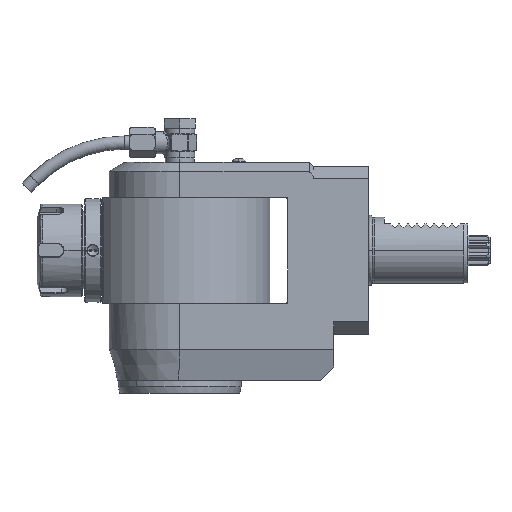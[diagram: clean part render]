
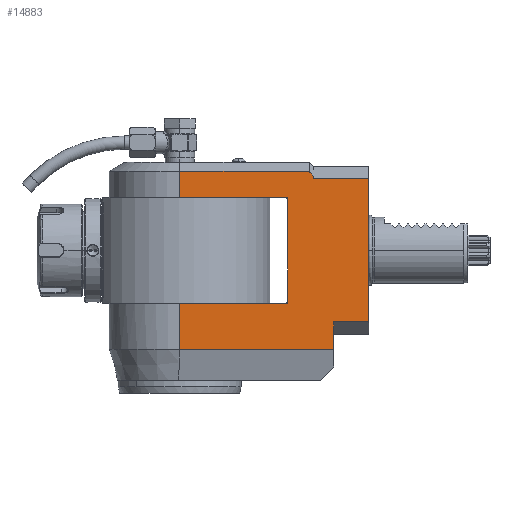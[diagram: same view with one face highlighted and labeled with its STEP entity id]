
A CAD part, left-side view. The second image highlights one B-rep face of the part: STEP entity #14883.
In plain terms, the highlighted planar face has unit normal (-1, 0, 0).
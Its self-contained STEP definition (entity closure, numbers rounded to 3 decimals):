
#196=DIRECTION('',(0.,1.,0.));
#197=VECTOR('',#196,59.);
#198=CARTESIAN_POINT('',(-32.,-59.,35.959));
#199=LINE('',#198,#197);
#220=DIRECTION('',(0.,0.,1.));
#221=VECTOR('',#220,0.5);
#222=CARTESIAN_POINT('',(-32.,-59.,35.459));
#223=LINE('',#222,#221);
#228=DIRECTION('',(0.,1.,0.));
#229=VECTOR('',#228,0.433);
#230=CARTESIAN_POINT('',(-32.,-59.433,35.459));
#231=LINE('',#230,#229);
#232=DIRECTION('',(0.,0.655,0.756));
#233=VECTOR('',#232,2.394);
#234=CARTESIAN_POINT('',(-32.,-61.,33.649));
#235=LINE('',#234,#233);
#236=DIRECTION('',(0.,-1.,0.));
#237=VECTOR('',#236,25.);
#238=CARTESIAN_POINT('',(-32.,-61.,32.515));
#239=LINE('',#238,#237);
#240=DIRECTION('',(0.,-1.,0.));
#241=VECTOR('',#240,16.);
#242=CARTESIAN_POINT('',(-32.,-70.,-32.515));
#243=LINE('',#242,#241);
#244=DIRECTION('',(0.,1.,0.));
#245=VECTOR('',#244,23.368);
#246=CARTESIAN_POINT('',(-32.,-49.,24.));
#247=LINE('',#246,#245);
#252=DIRECTION('',(0.,0.,-1.));
#253=VECTOR('',#252,11.959);
#254=CARTESIAN_POINT('',(-32.,0.,35.959));
#255=LINE('',#254,#253);
#261=DIRECTION('',(0.,-1.,0.));
#262=VECTOR('',#261,25.632);
#263=CARTESIAN_POINT('',(-32.,0.,24.));
#264=LINE('',#263,#262);
#300=DIRECTION('',(0.,1.,0.));
#301=VECTOR('',#300,23.368);
#302=CARTESIAN_POINT('',(-32.,-49.,-24.));
#303=LINE('',#302,#301);
#312=DIRECTION('',(0.,0.,-1.));
#313=VECTOR('',#312,48.);
#314=CARTESIAN_POINT('',(-32.,-49.,24.));
#315=LINE('',#314,#313);
#547=DIRECTION('',(0.,1.,0.));
#548=VECTOR('',#547,25.632);
#549=CARTESIAN_POINT('',(-32.,-25.632,-24.));
#550=LINE('',#549,#548);
#4116=DIRECTION('',(0.,0.,-1.));
#4117=VECTOR('',#4116,21.);
#4118=CARTESIAN_POINT('',(-32.,0.,-24.));
#4119=LINE('',#4118,#4117);
#4120=CARTESIAN_POINT('',(-32.,0.,-45.001));
#4231=DIRECTION('',(0.,-1.,0.));
#4232=VECTOR('',#4231,70.);
#4233=CARTESIAN_POINT('',(-32.,0.,
-45.));
#4234=LINE('',#4233,#4232);
#4257=DIRECTION('',(0.,0.,1.));
#4258=VECTOR('',#4257,12.485);
#4259=CARTESIAN_POINT('',(-32.,-70.,-45.));
#4260=LINE('',#4259,#4258);
#4557=DIRECTION('',(0.,0.,-1.));
#4558=VECTOR('',#4557,65.03);
#4559=CARTESIAN_POINT('',(-32.,-86.,32.515));
#4560=LINE('',#4559,#4558);
#4769=DIRECTION('',(0.,0.,1.));
#4770=VECTOR('',#4769,1.134);
#4771=CARTESIAN_POINT('',(-32.,-61.,32.515));
#4772=LINE('',#4771,#4770);
#13133=CARTESIAN_POINT('',(-32.,-61.,33.649));
#13134=CARTESIAN_POINT('',(-32.,-59.433,35.459));
#13135=VERTEX_POINT('',#13133);
#13136=VERTEX_POINT('',#13134);
#14298=CARTESIAN_POINT('',(-32.,-86.,32.515));
#14300=VERTEX_POINT('',#14298);
#14305=CARTESIAN_POINT('',(-32.,-49.,24.));
#14306=CARTESIAN_POINT('',(-32.,-49.,-24.));
#14307=VERTEX_POINT('',#14305);
#14308=VERTEX_POINT('',#14306);
#14321=CARTESIAN_POINT('',(-32.,-25.632,-24.));
#14322=VERTEX_POINT('',#14321);
#14325=CARTESIAN_POINT('',(-32.,-25.632,24.));
#14326=VERTEX_POINT('',#14325);
#14337=CARTESIAN_POINT('',(-32.,-70.,-45.));
#14339=VERTEX_POINT('',#14337);
#14345=CARTESIAN_POINT('',(-32.,-86.,-32.515));
#14346=VERTEX_POINT('',#14345);
#14351=CARTESIAN_POINT('',(-32.,-70.,-32.515));
#14352=VERTEX_POINT('',#14351);
#14357=CARTESIAN_POINT('',(-32.,-59.,35.959));
#14358=CARTESIAN_POINT('',(-32.,0.,
35.959));
#14359=VERTEX_POINT('',#14357);
#14360=VERTEX_POINT('',#14358);
#14369=VERTEX_POINT('',#4120);
#14387=CARTESIAN_POINT('',(-32.,-59.,35.459));
#14389=VERTEX_POINT('',#14387);
#14529=CARTESIAN_POINT('',(-32.,-61.,32.515));
#14530=VERTEX_POINT('',#14529);
#14535=CARTESIAN_POINT('',(-32.,0.,-24.));
#14536=VERTEX_POINT('',#14535);
#14538=CARTESIAN_POINT('',(-32.,0.,24.));
#14540=VERTEX_POINT('',#14538);
#14846=CARTESIAN_POINT('',(-32.,0.,-59.));
#14847=DIRECTION('',(-1.,0.,0.));
#14848=DIRECTION('',(0.,-1.,0.));
#14849=AXIS2_PLACEMENT_3D('',#14846,#14847,#14848);
#14850=PLANE('',#14849);
#14852=ORIENTED_EDGE('',*,*,#14851,.F.);
#14853=ORIENTED_EDGE('',*,*,#14795,.F.);
#14854=ORIENTED_EDGE('',*,*,#14840,.F.);
#14855=ORIENTED_EDGE('',*,*,#14829,.F.);
#14856=ORIENTED_EDGE('',*,*,#14816,.F.);
#14858=ORIENTED_EDGE('',*,*,#14857,.F.);
#14860=ORIENTED_EDGE('',*,*,#14859,.T.);
#14862=ORIENTED_EDGE('',*,*,#14861,.T.);
#14864=ORIENTED_EDGE('',*,*,#14863,.F.);
#14866=ORIENTED_EDGE('',*,*,#14865,.F.);
#14868=ORIENTED_EDGE('',*,*,#14867,.F.);
#14870=ORIENTED_EDGE('',*,*,#14869,.F.);
#14872=ORIENTED_EDGE('',*,*,#14871,.F.);
#14874=ORIENTED_EDGE('',*,*,#14873,.F.);
#14876=ORIENTED_EDGE('',*,*,#14875,.F.);
#14878=ORIENTED_EDGE('',*,*,#14877,.T.);
#14880=ORIENTED_EDGE('',*,*,#14879,.F.);
#14881=EDGE_LOOP('',(#14852,#14853,#14854,#14855,#14856,#14858,#14860,#14862,
#14864,#14866,#14868,#14870,#14872,#14874,#14876,#14878,#14880));
#14882=FACE_OUTER_BOUND('',#14881,.F.);
#14795=EDGE_CURVE('',#14359,#14360,#199,.T.);
#14816=EDGE_CURVE('',#13135,#13136,#235,.T.);
#14829=EDGE_CURVE('',#13136,#14389,#231,.T.);
#14840=EDGE_CURVE('',#14389,#14359,#223,.T.);
#14851=EDGE_CURVE('',#14360,#14540,#255,.T.);
#14857=EDGE_CURVE('',#14530,#13135,#4772,.T.);
#14859=EDGE_CURVE('',#14530,#14300,#239,.T.);
#14861=EDGE_CURVE('',#14300,#14346,#4560,.T.);
#14863=EDGE_CURVE('',#14352,#14346,#243,.T.);
#14865=EDGE_CURVE('',#14339,#14352,#4260,.T.);
#14867=EDGE_CURVE('',#14369,#14339,#4234,.T.);
#14869=EDGE_CURVE('',#14536,#14369,#4119,.T.);
#14871=EDGE_CURVE('',#14322,#14536,#550,.T.);
#14873=EDGE_CURVE('',#14308,#14322,#303,.T.);
#14875=EDGE_CURVE('',#14307,#14308,#315,.T.);
#14877=EDGE_CURVE('',#14307,#14326,#247,.T.);
#14879=EDGE_CURVE('',#14540,#14326,#264,.T.);
#14883=ADVANCED_FACE('',(#14882),#14850,.T.);
